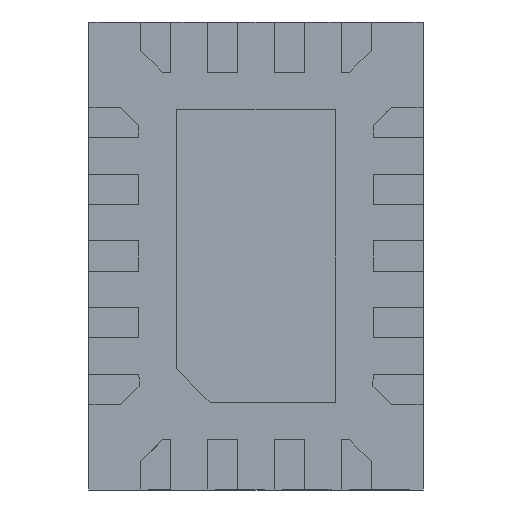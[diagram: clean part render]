
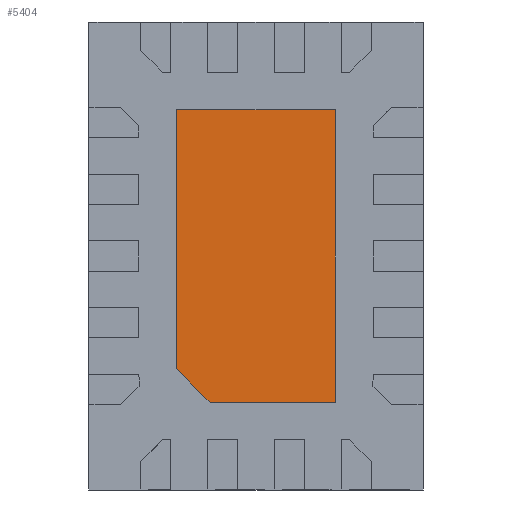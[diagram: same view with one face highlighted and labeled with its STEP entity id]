
A CAD part, front view. The second image highlights one B-rep face of the part: STEP entity #5404.
In plain terms, the highlighted planar face has unit normal (0, -1, 0).
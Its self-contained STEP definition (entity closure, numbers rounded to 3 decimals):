
#322 = DIRECTION ( 'NONE',  ( 0., 0., -1. ) ) ;
#571 = VERTEX_POINT ( 'NONE', #7347 ) ;
#941 = DIRECTION ( 'NONE',  ( 0., 0., 1. ) ) ;
#1688 = LINE ( 'NONE', #6399, #9242 ) ;
#1856 = EDGE_LOOP ( 'NONE', ( #7762, #5422, #10770, #4693, #11139 ) ) ;
#1864 = CARTESIAN_POINT ( 'NONE',  ( -0.475, 0., -0.875 ) ) ;
#1986 = EDGE_CURVE ( 'NONE', #7536, #5086, #10754, .T. ) ;
#2099 = EDGE_CURVE ( 'NONE', #5086, #2846, #3217, .T. ) ;
#2621 = FACE_OUTER_BOUND ( 'NONE', #1856, .T. ) ;
#2846 = VERTEX_POINT ( 'NONE', #7802 ) ;
#2925 = DIRECTION ( 'NONE',  ( 0.707, 0., -0.707 ) ) ;
#3183 = LINE ( 'NONE', #4538, #7149 ) ;
#3217 = LINE ( 'NONE', #5593, #10769 ) ;
#4472 = VERTEX_POINT ( 'NONE', #5741 ) ;
#4538 = CARTESIAN_POINT ( 'NONE',  ( 0.475, 0., -0.875 ) ) ;
#4693 = ORIENTED_EDGE ( 'NONE', *, *, #9977, .T. ) ;
#4773 = CARTESIAN_POINT ( 'NONE',  ( -0.475, 0., -0.675 ) ) ;
#4786 = DIRECTION ( 'NONE',  ( 0., 0., -1. ) ) ;
#5007 = PLANE ( 'NONE',  #9958 ) ;
#5086 = VERTEX_POINT ( 'NONE', #4773 ) ;
#5404 = ADVANCED_FACE ( 'NONE', ( #2621 ), #5007, .T. ) ;
#5422 = ORIENTED_EDGE ( 'NONE', *, *, #2099, .T. ) ;
#5593 = CARTESIAN_POINT ( 'NONE',  ( -0.475, 0., -0.675 ) ) ;
#5741 = CARTESIAN_POINT ( 'NONE',  ( 0.475, 0., -0.875 ) ) ;
#6399 = CARTESIAN_POINT ( 'NONE',  ( 0.475, 0., 0.875 ) ) ;
#6650 = DIRECTION ( 'NONE',  ( 0., -1., 0. ) ) ;
#7149 = VECTOR ( 'NONE', #941, 1000. ) ;
#7205 = DIRECTION ( 'NONE',  ( -1., 0., 0. ) ) ;
#7338 = EDGE_CURVE ( 'NONE', #571, #7536, #1688, .T. ) ;
#7347 = CARTESIAN_POINT ( 'NONE',  ( 0.475, 0., 0.875 ) ) ;
#7428 = LINE ( 'NONE', #9642, #7483 ) ;
#7483 = VECTOR ( 'NONE', #8635, 1000. ) ;
#7536 = VERTEX_POINT ( 'NONE', #11241 ) ;
#7762 = ORIENTED_EDGE ( 'NONE', *, *, #1986, .T. ) ;
#7802 = CARTESIAN_POINT ( 'NONE',  ( -0.275, 0., -0.875 ) ) ;
#8276 = CARTESIAN_POINT ( 'NONE',  ( 0., 0., 0. ) ) ;
#8635 = DIRECTION ( 'NONE',  ( 1., 0., 0. ) ) ;
#9242 = VECTOR ( 'NONE', #7205, 1000. ) ;
#9642 = CARTESIAN_POINT ( 'NONE',  ( 0.475, 0., -0.875 ) ) ;
#9958 = AXIS2_PLACEMENT_3D ( 'NONE', #8276, #6650, #4786 ) ;
#9977 = EDGE_CURVE ( 'NONE', #4472, #571, #3183, .T. ) ;
#10299 = EDGE_CURVE ( 'NONE', #2846, #4472, #7428, .T. ) ;
#10510 = VECTOR ( 'NONE', #322, 1000. ) ;
#10754 = LINE ( 'NONE', #1864, #10510 ) ;
#10769 = VECTOR ( 'NONE', #2925, 1000. ) ;
#10770 = ORIENTED_EDGE ( 'NONE', *, *, #10299, .T. ) ;
#11139 = ORIENTED_EDGE ( 'NONE', *, *, #7338, .T. ) ;
#11241 = CARTESIAN_POINT ( 'NONE',  ( -0.475, 0., 0.875 ) ) ;
